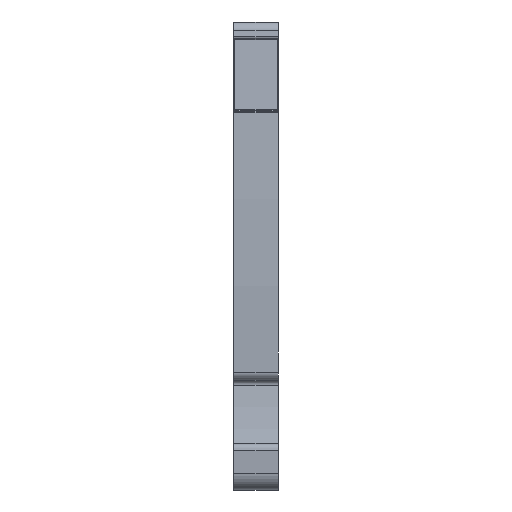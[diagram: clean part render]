
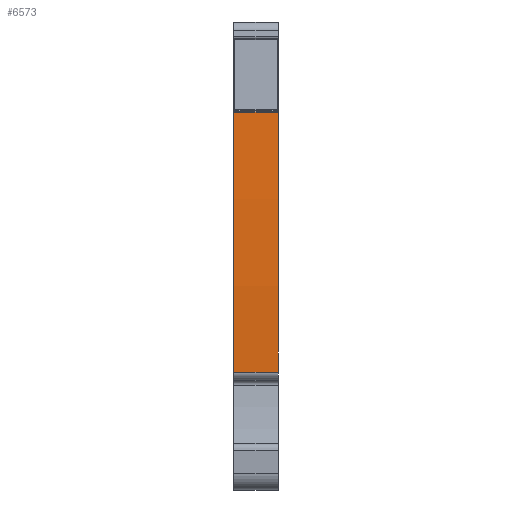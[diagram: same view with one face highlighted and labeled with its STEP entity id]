
A CAD part, front view. The second image highlights one B-rep face of the part: STEP entity #6573.
In plain terms, the highlighted cylindrical face has radius 240 mm (diameter 480 mm), a partial arc.
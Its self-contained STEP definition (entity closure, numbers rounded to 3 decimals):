
#5494=AXIS2_PLACEMENT_3D('Cylinder Axis2P3D',#5491,#5492,#5493) ;
#6550=AXIS2_PLACEMENT_3D('Circle Axis2P3D',#6548,#6549,$) ;
#6564=AXIS2_PLACEMENT_3D('Circle Axis2P3D',#6562,#6563,$) ;
#5491=CARTESIAN_POINT('Axis2P3D Location',(2.55,241.169,26.5)) ;
#6526=CARTESIAN_POINT('Vertex',(5.1,1.73,42.906)) ;
#6533=CARTESIAN_POINT('Vertex',(0.,1.73,42.906)) ;
#6536=CARTESIAN_POINT('Line Origine',(2.55,1.73,42.906)) ;
#6548=CARTESIAN_POINT('Axis2P3D Location',(0.,241.169,26.5)) ;
#6552=CARTESIAN_POINT('Vertex',(0.,1.527,13.395)) ;
#6555=CARTESIAN_POINT('Line Origine',(2.55,1.527,13.395)) ;
#6559=CARTESIAN_POINT('Vertex',(5.1,1.527,13.395)) ;
#6562=CARTESIAN_POINT('Axis2P3D Location',(5.1,241.169,26.5)) ;
#5492=DIRECTION('Axis2P3D Direction',(1.,0.,0.)) ;
#5493=DIRECTION('Axis2P3D XDirection',(0.,-0.994,0.107)) ;
#6537=DIRECTION('Vector Direction',(1.,0.,0.)) ;
#6549=DIRECTION('Axis2P3D Direction',(1.,0.,0.)) ;
#6556=DIRECTION('Vector Direction',(1.,0.,0.)) ;
#6563=DIRECTION('Axis2P3D Direction',(1.,0.,0.)) ;
#6538=VECTOR('Line Direction',#6537,1.) ;
#6557=VECTOR('Line Direction',#6556,1.) ;
#6568=ORIENTED_EDGE('',*,*,#6554,.T.) ;
#6569=ORIENTED_EDGE('',*,*,#6561,.T.) ;
#6570=ORIENTED_EDGE('',*,*,#6566,.F.) ;
#6571=ORIENTED_EDGE('',*,*,#6540,.F.) ;
#6573=ADVANCED_FACE('MLD',(#6572),#5495,.T.) ;
#6551=CIRCLE('generated circle',#6550,240.) ;
#6565=CIRCLE('generated circle',#6564,240.) ;
#5495=CYLINDRICAL_SURFACE('generated cylinder',#5494,240.) ;
#6540=EDGE_CURVE('',#6534,#6527,#6539,.T.) ;
#6554=EDGE_CURVE('',#6534,#6553,#6551,.T.) ;
#6561=EDGE_CURVE('',#6553,#6560,#6558,.T.) ;
#6566=EDGE_CURVE('',#6527,#6560,#6565,.T.) ;
#6567=EDGE_LOOP('',(#6568,#6569,#6570,#6571)) ;
#6572=FACE_OUTER_BOUND('',#6567,.T.) ;
#6539=LINE('Line',#6536,#6538) ;
#6558=LINE('Line',#6555,#6557) ;
#6527=VERTEX_POINT('',#6526) ;
#6534=VERTEX_POINT('',#6533) ;
#6553=VERTEX_POINT('',#6552) ;
#6560=VERTEX_POINT('',#6559) ;
